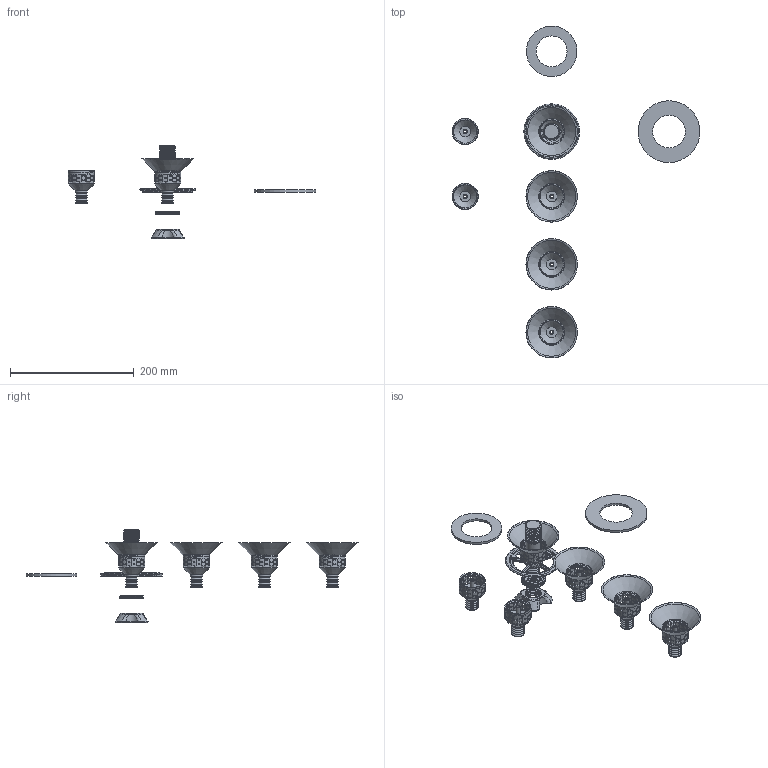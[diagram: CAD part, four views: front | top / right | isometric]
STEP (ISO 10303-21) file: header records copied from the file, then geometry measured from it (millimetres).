
FILE_DESCRIPTION(/* description */ (''),/* implementation_level */ '2;1');
FILE_NAME(/* name */ 'Cheapass Filament Storage Drybags.step',/* time_stamp */ '2024-02-14T07:09:41-07:00',/* author */ (''),/* organization */ (''),/* preprocessor_version */ 'ST-DEVELOPER v20',/* originating_system */ 'Autodesk Translation Framework v12.20.1.177',/* authorisation */ '');
FILE_SCHEMA (('AUTOMOTIVE_DESIGN { 1 0 10303 214 3 1 1 }'));
Products named in the file (5): Cheapass Filament Storage Drybags; Tube holder with desiccant storage; Bag Clamp; Turntable; Spool Big Hole Washer
Assembly tree (4 placements, depth 2):
  Cheapass Filament Storage Drybags
    Tube holder with desiccant storage
    Bag Clamp
    Turntable
    Spool Big Hole Washer
Bounding box: 401.2 x 537.65 x 150.8 mm (x, y, z)
Volume: 195601.5 mm3; surface area: 179035.5 mm2
Topology: 14 solids, 14 shells, 1523 faces, 4193 edges, 2658 vertices
Faces by surface type: plane 968, cylinder 247, cone 184, bspline 100, torus 24
Full cylindrical faces by diameter (mm): 2.95 x2, 3.3 x2, 3.45 x2, 4.6 x7, 5.6 x2, 5.7 x1, 6.2 x1, 7 x6, 7.6 x1, 8 x1, 8.3 x1, 8.6 x1, 9.2 x3, 17.6 x6, 20 x12, 22.404 x9, 22.5 x2, 22.804 x3, 26.13 x9, 26.53 x4, 34.8 x1, 36.402 x1, 39 x1, 40 x6, 40.949 x6, 42.4 x6, 50 x1, 53 x1, 80 x1, 82 x1
Entity records: 61614 total; most frequent: CARTESIAN_POINT 22144, ORIENTED_EDGE 8374, DIRECTION 7878, EDGE_CURVE 4187, AXIS2_PLACEMENT_3D 2799, VERTEX_POINT 2658, LINE 2280, VECTOR 2280
